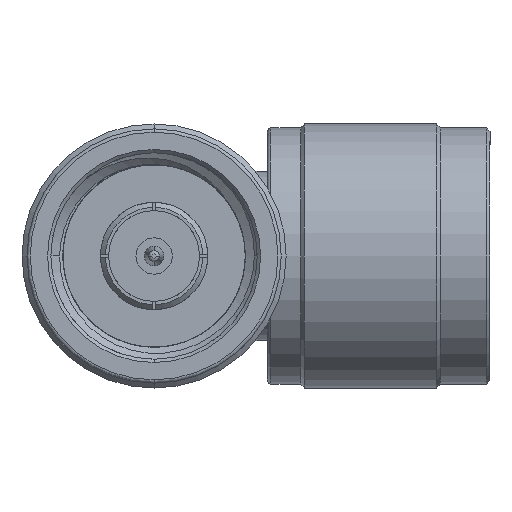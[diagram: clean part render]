
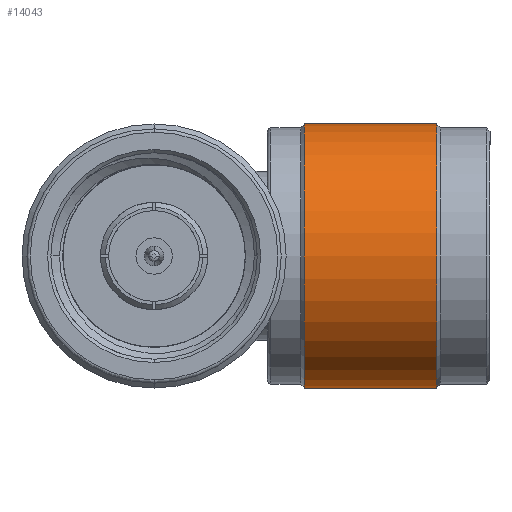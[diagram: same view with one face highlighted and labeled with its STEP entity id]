
A CAD part, left-side view. The second image highlights one B-rep face of the part: STEP entity #14043.
In plain terms, the highlighted cylindrical face has radius 10.16 mm (diameter 20.32 mm), a partial arc.
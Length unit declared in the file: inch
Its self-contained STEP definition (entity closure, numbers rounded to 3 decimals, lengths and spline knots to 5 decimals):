
#8758 = EDGE_CURVE ( 'NONE', #60018, #84215, #18256, .T. ) ;
#14043 = ADVANCED_FACE ( 'NONE', ( #68276 ), #54885, .T. ) ;
#14085 = CARTESIAN_POINT ( 'NONE',  ( 0.3875, 0.22559, 0. ) ) ;
#15250 = DIRECTION ( 'NONE',  ( 0., -1., 0. ) ) ;
#18256 = CIRCLE ( 'NONE', #67972, 0.4 ) ;
#18408 = CARTESIAN_POINT ( 'NONE',  ( 0.3875, -0.17441, 0. ) ) ;
#29961 = LINE ( 'NONE', #57549, #51531 ) ;
#30420 = EDGE_CURVE ( 'NONE', #50911, #45488, #53264, .T. ) ;
#31108 = CARTESIAN_POINT ( 'NONE',  ( -0.0125, -0.17441, 0. ) ) ;
#34593 = CARTESIAN_POINT ( 'NONE',  ( 0.7875, 0.22559, 0. ) ) ;
#35427 = DIRECTION ( 'NONE',  ( 1., 0., 0. ) ) ;
#43938 = CARTESIAN_POINT ( 'NONE',  ( 0.7875, -0.17441, 0. ) ) ;
#45488 = VERTEX_POINT ( 'NONE', #65694 ) ;
#45538 = DIRECTION ( 'NONE',  ( 0., -1., 0. ) ) ;
#47342 = VECTOR ( 'NONE', #54703, 39.37008 ) ;
#49248 = AXIS2_PLACEMENT_3D ( 'NONE', #74944, #15250, #68717 ) ;
#49859 = ORIENTED_EDGE ( 'NONE', *, *, #50067, .F. ) ;
#50067 = EDGE_CURVE ( 'NONE', #50911, #60018, #68969, .T. ) ;
#50089 = AXIS2_PLACEMENT_3D ( 'NONE', #14085, #55452, #35427 ) ;
#50911 = VERTEX_POINT ( 'NONE', #34593 ) ;
#51531 = VECTOR ( 'NONE', #63343, 39.37008 ) ;
#51785 = DIRECTION ( 'NONE',  ( 1., 0., 0. ) ) ;
#53264 = CIRCLE ( 'NONE', #50089, 0.4 ) ;
#54703 = DIRECTION ( 'NONE',  ( 0., -1., 0. ) ) ;
#54885 = CYLINDRICAL_SURFACE ( 'NONE', #49248, 0.4 ) ;
#55452 = DIRECTION ( 'NONE',  ( 0., -1., 0. ) ) ;
#57549 = CARTESIAN_POINT ( 'NONE',  ( -0.0125, -0.3875, 0. ) ) ;
#58729 = ORIENTED_EDGE ( 'NONE', *, *, #30420, .T. ) ;
#60018 = VERTEX_POINT ( 'NONE', #43938 ) ;
#63343 = DIRECTION ( 'NONE',  ( 0., -1., 0. ) ) ;
#65259 = EDGE_CURVE ( 'NONE', #45488, #84215, #29961, .T. ) ;
#65694 = CARTESIAN_POINT ( 'NONE',  ( -0.0125, 0.22559, 0. ) ) ;
#67972 = AXIS2_PLACEMENT_3D ( 'NONE', #18408, #45538, #51785 ) ;
#68276 = FACE_OUTER_BOUND ( 'NONE', #72983, .T. ) ;
#68717 = DIRECTION ( 'NONE',  ( 1., 0., 0. ) ) ;
#68969 = LINE ( 'NONE', #76056, #47342 ) ;
#72983 = EDGE_LOOP ( 'NONE', ( #58729, #84406, #81044, #49859 ) ) ;
#74944 = CARTESIAN_POINT ( 'NONE',  ( 0.3875, -0.3875, 0. ) ) ;
#76056 = CARTESIAN_POINT ( 'NONE',  ( 0.7875, -0.3875, 0. ) ) ;
#81044 = ORIENTED_EDGE ( 'NONE', *, *, #8758, .F. ) ;
#84215 = VERTEX_POINT ( 'NONE', #31108 ) ;
#84406 = ORIENTED_EDGE ( 'NONE', *, *, #65259, .T. ) ;
